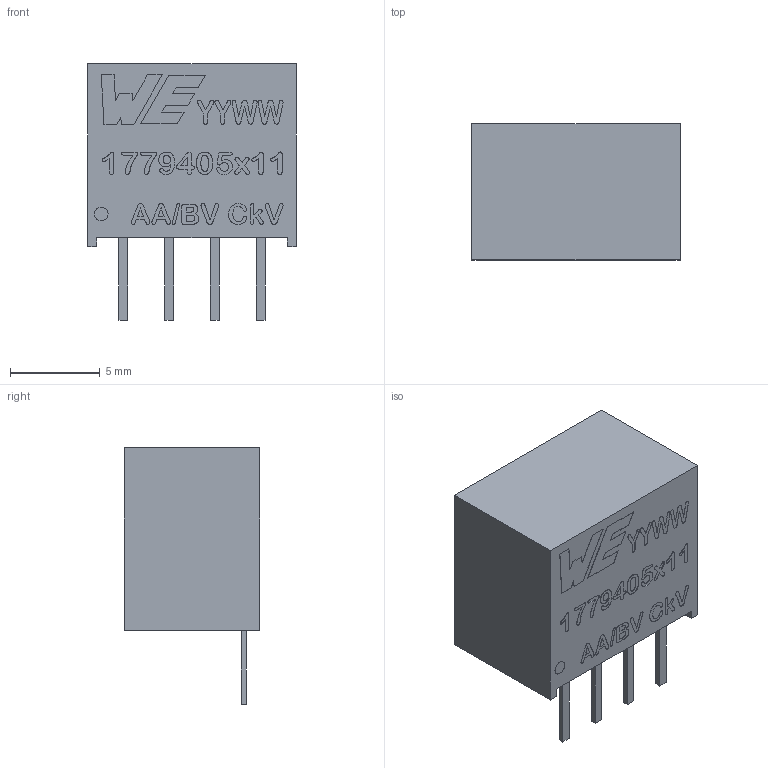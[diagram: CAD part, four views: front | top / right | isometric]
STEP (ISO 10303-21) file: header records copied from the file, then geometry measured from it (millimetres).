
FILE_DESCRIPTION(/* description */ ('Unknown'),/* implementation_level */ '2;1');
FILE_NAME(/* name */ '1779405111',/* time_stamp */ '2021-11-26T09:45:01+01:00',/* author */ ('Unknown'),/* organization */ ('Unknown'),/* preprocessor_version */ 'ST-DEVELOPER v16.7',/* originating_system */ 'Solid Edge',/* authorisation */ 'Unknown');
FILE_SCHEMA (('AP203_CONFIGURATION_CONTROLLED_3D_DESIGN_OF_MECHANICAL_PARTS_AND_ASSEMBLIES_MIM_LF { 1 0 10303 203 3 1 4 }','AUTOMOTIVE_DESIGN {1 0 10303 214 3 1 1}'));
Products named in the file (3): 1779405111; Body; Pins
Assembly tree (2 placements, depth 2):
  1779405111
    Body
    Pins
Bounding box: 11.6 x 7.55 x 14.26 mm (x, y, z)
Volume: 852.3 mm3; surface area: 593.3 mm2
Topology: 5 solids, 5 shells, 2340 faces, 6894 edges, 4596 vertices
Faces by surface type: plane 2339, cylinder 1
Full cylindrical faces by diameter (mm): 0.75 x1
Entity records: 92552 total; most frequent: CARTESIAN_POINT 13832, ORIENTED_EDGE 13786, DIRECTION 11581, EDGE_CURVE 6893, LINE 6891, VECTOR 6891, VERTEX_POINT 4596, EDGE_LOOP 2373
